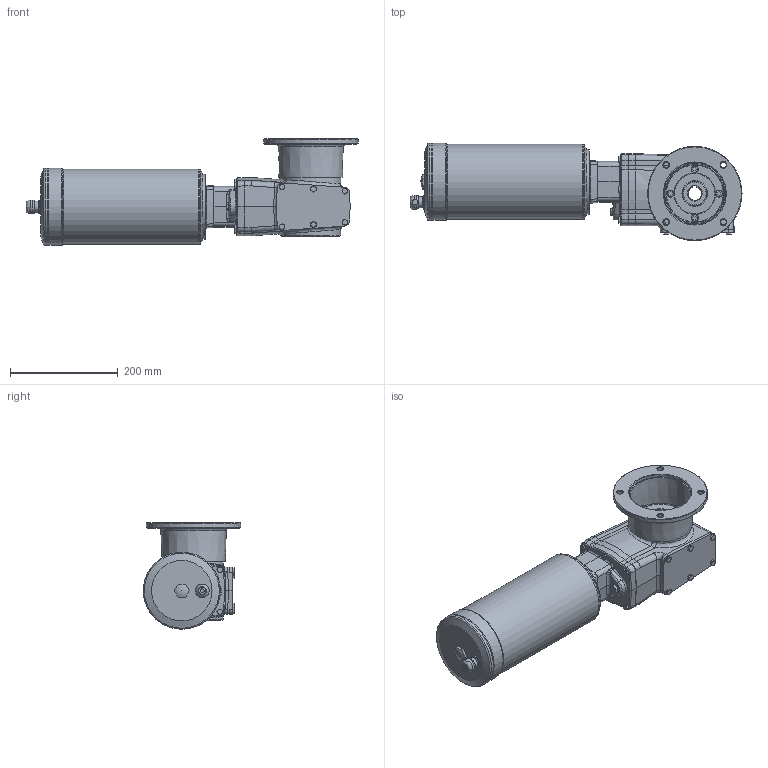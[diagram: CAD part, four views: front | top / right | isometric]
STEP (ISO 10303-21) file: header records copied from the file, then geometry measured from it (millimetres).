
FILE_DESCRIPTION( ( 'Unknown' ), '1' );
FILE_NAME( '9CBB158975C13BEA9BFEA030B5D9A.3d.stp', 'Unknown', ( 'Unknown' ), ( 'Unknown' ), 'PSStep 10.1', 'Unknown', ' ' );
FILE_SCHEMA( ( 'AUTOMOTIVE_DESIGN { 1 0 10303 214 1 1 1 1 }' ) );
Length unit declared in the file: millimetre
Products named in the file (1): X42N
Bounding box: 615.5 x 180.8 x 197.5 mm (x, y, z)
Volume: 7781135.5 mm3; surface area: 410881.4 mm2
Topology: 1 solids, 19 shells, 842 faces, 1953 edges, 1211 vertices
Faces by surface type: plane 325, cylinder 206, cone 184, torus 65, bspline 57, extrusion 4, sphere 1
Full cylindrical faces by diameter (mm): 4.917 x9, 6.647 x32, 7 x5, 8 x8, 8.9 x12, 9 x8, 10.5 x4, 13 x8, 13.4 x1, 14 x4, 16.662 x1, 18 x1, 19 x1, 20 x1, 25 x1, 47 x1, 47.5 x2, 68 x1, 75 x3, 115 x1, 120 x1, 138.98 x1, 139 x2, 142.98 x2, 143 x3, 175 x1
Entity records: 34932 total; most frequent: CARTESIAN_POINT 11009, DIRECTION 3552, ORIENTED_EDGE 3182, EDGE_CURVE 1591, AXIS2_PLACEMENT_3D 1479, EDGE_LOOP 1177, VERTEX_POINT 1115, FACE_OUTER_BOUND 1007
